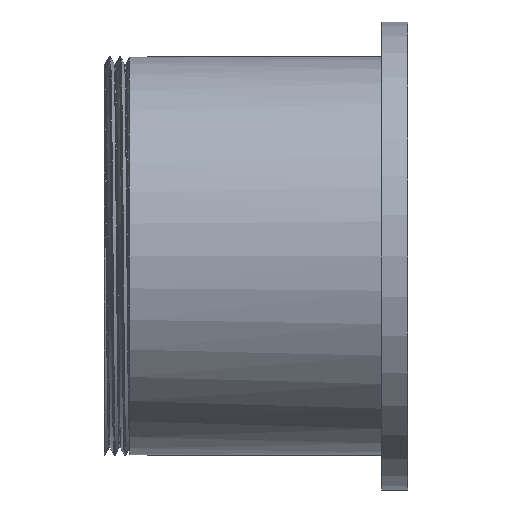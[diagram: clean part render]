
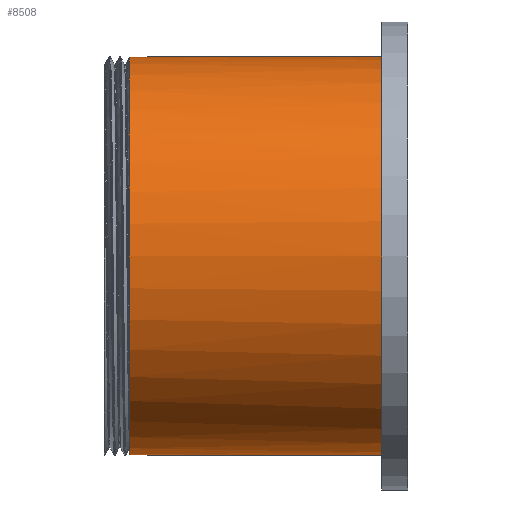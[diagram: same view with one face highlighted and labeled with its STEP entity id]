
A CAD part, left-side view. The second image highlights one B-rep face of the part: STEP entity #8508.
In plain terms, the highlighted cylindrical face has radius 115 mm (diameter 230 mm), a full revolution.
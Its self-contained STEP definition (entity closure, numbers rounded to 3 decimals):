
#623=CYLINDRICAL_SURFACE('',#8888,115.);
#631=CIRCLE('',#8555,115.);
#633=CIRCLE('',#8558,115.);
#643=CIRCLE('',#8576,115.);
#644=CIRCLE('',#8577,115.);
#648=CIRCLE('',#8584,115.);
#650=CIRCLE('',#8814,115.);
#1135=FACE_OUTER_BOUND('',#1644,.T.);
#1644=EDGE_LOOP('',(#7710,#7711,#7712,#7713,#7714,#7715,#7716,#7717,#7718,
#7719,#7720,#7721));
#1681=LINE('',#10441,#2494);
#1691=LINE('',#10470,#2504);
#1695=LINE('',#10479,#2508);
#1706=LINE('',#10515,#2519);
#2486=LINE('',#15447,#3299);
#2494=VECTOR('',#8912,10.);
#2504=VECTOR('',#8924,10.);
#2508=VECTOR('',#8930,10.);
#2519=VECTOR('',#8955,10.);
#3299=VECTOR('',#10393,115.);
#3307=VERTEX_POINT('',#10438);
#3308=VERTEX_POINT('',#10440);
#3319=VERTEX_POINT('',#10467);
#3320=VERTEX_POINT('',#10469);
#3323=VERTEX_POINT('',#10476);
#3324=VERTEX_POINT('',#10478);
#3330=VERTEX_POINT('',#10497);
#3336=VERTEX_POINT('',#10513);
#3339=VERTEX_POINT('',#10535);
#4061=VERTEX_POINT('',#15311);
#4127=EDGE_CURVE('',#3308,#3307,#1681,.T.);
#4139=EDGE_CURVE('',#3320,#3319,#1691,.T.);
#4143=EDGE_CURVE('',#3324,#3323,#1695,.T.);
#4150=EDGE_CURVE('',#3307,#3320,#631,.T.);
#4153=EDGE_CURVE('',#3323,#3330,#633,.T.);
#4160=EDGE_CURVE('',#3330,#3336,#1706,.T.);
#4171=EDGE_CURVE('',#3339,#3324,#643,.T.);
#4172=EDGE_CURVE('',#3319,#3339,#644,.T.);
#4176=EDGE_CURVE('',#3336,#3308,#648,.T.);
#5258=EDGE_CURVE('',#4061,#4061,#650,.T.);
#5319=EDGE_CURVE('',#3339,#4061,#2486,.T.);
#7710=ORIENTED_EDGE('',*,*,#4160,.T.);
#7711=ORIENTED_EDGE('',*,*,#4176,.T.);
#7712=ORIENTED_EDGE('',*,*,#4127,.T.);
#7713=ORIENTED_EDGE('',*,*,#4150,.T.);
#7714=ORIENTED_EDGE('',*,*,#4139,.T.);
#7715=ORIENTED_EDGE('',*,*,#4172,.T.);
#7716=ORIENTED_EDGE('',*,*,#5319,.T.);
#7717=ORIENTED_EDGE('',*,*,#5258,.T.);
#7718=ORIENTED_EDGE('',*,*,#5319,.F.);
#7719=ORIENTED_EDGE('',*,*,#4171,.T.);
#7720=ORIENTED_EDGE('',*,*,#4143,.T.);
#7721=ORIENTED_EDGE('',*,*,#4153,.T.);
#8508=ADVANCED_FACE('',(#1135),#623,.T.);
#8555=AXIS2_PLACEMENT_3D('',#10493,#8939,#8940);
#8558=AXIS2_PLACEMENT_3D('',#10499,#8946,#8947);
#8576=AXIS2_PLACEMENT_3D('',#10536,#8989,#8990);
#8577=AXIS2_PLACEMENT_3D('',#10537,#8991,#8992);
#8584=AXIS2_PLACEMENT_3D('',#10544,#9005,#9006);
#8814=AXIS2_PLACEMENT_3D('',#15312,#10223,#10224);
#8888=AXIS2_PLACEMENT_3D('',#15446,#10391,#10392);
#8912=DIRECTION('',(0.,-1.,0.));
#8924=DIRECTION('',(0.,1.,0.));
#8930=DIRECTION('',(0.,-1.,0.));
#8939=DIRECTION('center_axis',(0.,-1.,0.));
#8940=DIRECTION('ref_axis',(1.,0.,0.));
#8946=DIRECTION('center_axis',(0.,-1.,0.));
#8947=DIRECTION('ref_axis',(1.,0.,0.));
#8955=DIRECTION('',(0.,1.,0.));
#8989=DIRECTION('center_axis',(0.,-1.,0.));
#8990=DIRECTION('ref_axis',(1.,0.,0.));
#8991=DIRECTION('center_axis',(0.,-1.,0.));
#8992=DIRECTION('ref_axis',(1.,0.,0.));
#9005=DIRECTION('center_axis',(0.,-1.,0.));
#9006=DIRECTION('ref_axis',(1.,0.,0.));
#10223=DIRECTION('center_axis',(0.,1.,0.));
#10224=DIRECTION('ref_axis',(1.,0.,0.));
#10391=DIRECTION('center_axis',(0.,1.,0.));
#10392=DIRECTION('ref_axis',(1.,0.,0.));
#10393=DIRECTION('',(0.,-1.,0.));
#10438=CARTESIAN_POINT('',(96.16,139.5,63.073));
#10440=CARTESIAN_POINT('',(96.16,160.5,63.073));
#10441=CARTESIAN_POINT('',(96.16,95.,63.073));
#10467=CARTESIAN_POINT('',(75.16,160.5,87.04));
#10469=CARTESIAN_POINT('',(75.16,139.5,87.04));
#10470=CARTESIAN_POINT('',(75.16,95.,87.04));
#10476=CARTESIAN_POINT('',(75.16,139.5,-87.04));
#10478=CARTESIAN_POINT('',(75.16,160.5,-87.04));
#10479=CARTESIAN_POINT('',(75.16,95.,-87.04));
#10493=CARTESIAN_POINT('Origin',(0.,139.5,0.));
#10497=CARTESIAN_POINT('',(96.16,139.5,-63.073));
#10499=CARTESIAN_POINT('Origin',(0.,139.5,0.));
#10513=CARTESIAN_POINT('',(96.16,160.5,-63.073));
#10515=CARTESIAN_POINT('',(96.16,95.,-63.073));
#10535=CARTESIAN_POINT('',(-115.,160.5,0.));
#10536=CARTESIAN_POINT('Origin',(0.,160.5,0.));
#10537=CARTESIAN_POINT('Origin',(0.,160.5,0.));
#10544=CARTESIAN_POINT('Origin',(0.,160.5,0.));
#15311=CARTESIAN_POINT('',(-115.,15.,0.));
#15312=CARTESIAN_POINT('Origin',(0.,15.,0.));
#15446=CARTESIAN_POINT('Origin',(0.,95.,0.));
#15447=CARTESIAN_POINT('',(-115.,95.,0.));
